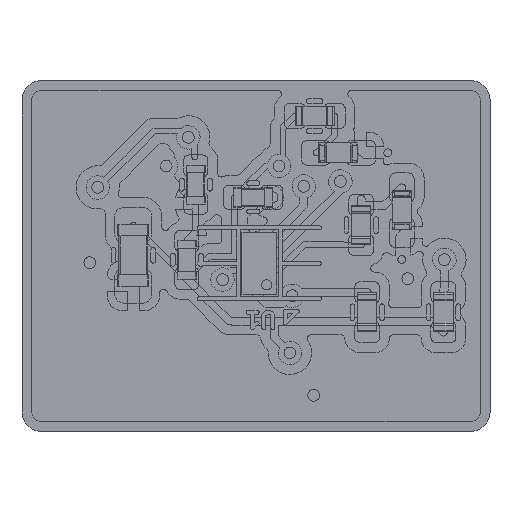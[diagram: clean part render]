
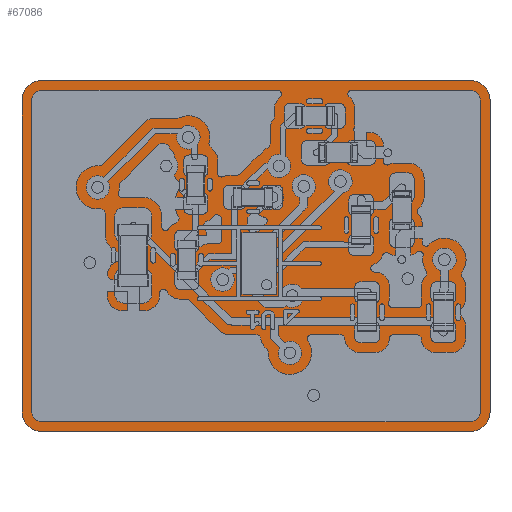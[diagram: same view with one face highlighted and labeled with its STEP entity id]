
A CAD part, top view. The second image highlights one B-rep face of the part: STEP entity #67086.
In plain terms, the highlighted planar face has unit normal (0, 0, 1).
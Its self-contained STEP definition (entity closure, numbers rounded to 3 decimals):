
#66783 = VERTEX_POINT('',#66784);
#66784 = CARTESIAN_POINT('',(160.841,-98.73,1.51));
#66790 = EDGE_CURVE('',#66783,#66791,#66793,.T.);
#66791 = VERTEX_POINT('',#66792);
#66792 = CARTESIAN_POINT('',(161.341,-99.23,1.51));
#66793 = CIRCLE('',#66794,0.5);
#66794 = AXIS2_PLACEMENT_3D('',#66795,#66796,#66797);
#66795 = CARTESIAN_POINT('',(160.841,-99.23,1.51));
#66796 = DIRECTION('',(0.,0.,-1.));
#66797 = DIRECTION('',(0.,1.,0.));
#66825 = VERTEX_POINT('',#66826);
#66826 = CARTESIAN_POINT('',(149.841,-98.73,1.51));
#66832 = EDGE_CURVE('',#66825,#66783,#66833,.T.);
#66833 = LINE('',#66834,#66835);
#66834 = CARTESIAN_POINT('',(149.841,-98.73,1.51));
#66835 = VECTOR('',#66836,1.);
#66836 = DIRECTION('',(1.,0.,0.));
#66854 = EDGE_CURVE('',#66791,#66855,#66857,.T.);
#66855 = VERTEX_POINT('',#66856);
#66856 = CARTESIAN_POINT('',(161.341,-107.23,1.51));
#66857 = LINE('',#66858,#66859);
#66858 = CARTESIAN_POINT('',(161.341,-99.23,1.51));
#66859 = VECTOR('',#66860,1.);
#66860 = DIRECTION('',(0.,-1.,0.));
#67086 = ADVANCED_FACE('',(#67087,#67133,#67144,#67155,#67166,#67177,
    #67188,#67199,#67210,#67221,#67232,#67243,#67254,#67265,#67276),
  #67287,.T.);
#67087 = FACE_BOUND('',#67088,.T.);
#67088 = EDGE_LOOP('',(#67089,#67090,#67091,#67100,#67108,#67117,#67125,
    #67132));
#67089 = ORIENTED_EDGE('',*,*,#66790,.F.);
#67090 = ORIENTED_EDGE('',*,*,#66832,.F.);
#67091 = ORIENTED_EDGE('',*,*,#67092,.F.);
#67092 = EDGE_CURVE('',#67093,#66825,#67095,.T.);
#67093 = VERTEX_POINT('',#67094);
#67094 = CARTESIAN_POINT('',(149.341,-99.23,1.51));
#67095 = CIRCLE('',#67096,0.5);
#67096 = AXIS2_PLACEMENT_3D('',#67097,#67098,#67099);
#67097 = CARTESIAN_POINT('',(149.841,-99.23,1.51));
#67098 = DIRECTION('',(0.,0.,-1.));
#67099 = DIRECTION('',(-1.,0.,0.));
#67100 = ORIENTED_EDGE('',*,*,#67101,.F.);
#67101 = EDGE_CURVE('',#67102,#67093,#67104,.T.);
#67102 = VERTEX_POINT('',#67103);
#67103 = CARTESIAN_POINT('',(149.341,-107.23,1.51));
#67104 = LINE('',#67105,#67106);
#67105 = CARTESIAN_POINT('',(149.341,-107.23,1.51));
#67106 = VECTOR('',#67107,1.);
#67107 = DIRECTION('',(0.,1.,0.));
#67108 = ORIENTED_EDGE('',*,*,#67109,.F.);
#67109 = EDGE_CURVE('',#67110,#67102,#67112,.T.);
#67110 = VERTEX_POINT('',#67111);
#67111 = CARTESIAN_POINT('',(149.841,-107.73,1.51));
#67112 = CIRCLE('',#67113,0.5);
#67113 = AXIS2_PLACEMENT_3D('',#67114,#67115,#67116);
#67114 = CARTESIAN_POINT('',(149.841,-107.23,1.51));
#67115 = DIRECTION('',(0.,0.,-1.));
#67116 = DIRECTION('',(0.,-1.,-0.));
#67117 = ORIENTED_EDGE('',*,*,#67118,.F.);
#67118 = EDGE_CURVE('',#67119,#67110,#67121,.T.);
#67119 = VERTEX_POINT('',#67120);
#67120 = CARTESIAN_POINT('',(160.841,-107.73,1.51));
#67121 = LINE('',#67122,#67123);
#67122 = CARTESIAN_POINT('',(160.841,-107.73,1.51));
#67123 = VECTOR('',#67124,1.);
#67124 = DIRECTION('',(-1.,0.,0.));
#67125 = ORIENTED_EDGE('',*,*,#67126,.F.);
#67126 = EDGE_CURVE('',#66855,#67119,#67127,.T.);
#67127 = CIRCLE('',#67128,0.5);
#67128 = AXIS2_PLACEMENT_3D('',#67129,#67130,#67131);
#67129 = CARTESIAN_POINT('',(160.841,-107.23,1.51));
#67130 = DIRECTION('',(0.,0.,-1.));
#67131 = DIRECTION('',(1.,0.,0.));
#67132 = ORIENTED_EDGE('',*,*,#66854,.F.);
#67133 = FACE_BOUND('',#67134,.T.);
#67134 = EDGE_LOOP('',(#67135));
#67135 = ORIENTED_EDGE('',*,*,#67136,.T.);
#67136 = EDGE_CURVE('',#67137,#67137,#67139,.T.);
#67137 = VERTEX_POINT('',#67138);
#67138 = CARTESIAN_POINT('',(154.483,-103.985,1.51));
#67139 = CIRCLE('',#67140,0.15);
#67140 = AXIS2_PLACEMENT_3D('',#67141,#67142,#67143);
#67141 = CARTESIAN_POINT('',(154.483,-103.835,1.51));
#67142 = DIRECTION('',(-0.,0.,-1.));
#67143 = DIRECTION('',(-0.,-1.,0.));
#67144 = FACE_BOUND('',#67145,.T.);
#67145 = EDGE_LOOP('',(#67146));
#67146 = ORIENTED_EDGE('',*,*,#67147,.T.);
#67147 = EDGE_CURVE('',#67148,#67148,#67150,.T.);
#67148 = VERTEX_POINT('',#67149);
#67149 = CARTESIAN_POINT('',(156.82,-106.957,1.51));
#67150 = CIRCLE('',#67151,0.15);
#67151 = AXIS2_PLACEMENT_3D('',#67152,#67153,#67154);
#67152 = CARTESIAN_POINT('',(156.82,-106.807,1.51));
#67153 = DIRECTION('',(-0.,0.,-1.));
#67154 = DIRECTION('',(-0.,-1.,0.));
#67155 = FACE_BOUND('',#67156,.T.);
#67156 = EDGE_LOOP('',(#67157));
#67157 = ORIENTED_EDGE('',*,*,#67158,.T.);
#67158 = EDGE_CURVE('',#67159,#67159,#67161,.T.);
#67159 = VERTEX_POINT('',#67160);
#67160 = CARTESIAN_POINT('',(156.21,-105.865,1.51));
#67161 = CIRCLE('',#67162,0.15);
#67162 = AXIS2_PLACEMENT_3D('',#67163,#67164,#67165);
#67163 = CARTESIAN_POINT('',(156.21,-105.715,1.51));
#67164 = DIRECTION('',(-0.,0.,-1.));
#67165 = DIRECTION('',(-0.,-1.,0.));
#67166 = FACE_BOUND('',#67167,.T.);
#67167 = EDGE_LOOP('',(#67168));
#67168 = ORIENTED_EDGE('',*,*,#67169,.T.);
#67169 = EDGE_CURVE('',#67170,#67170,#67172,.T.);
#67170 = VERTEX_POINT('',#67171);
#67171 = CARTESIAN_POINT('',(156.266,-104.399,1.51));
#67172 = CIRCLE('',#67173,0.15);
#67173 = AXIS2_PLACEMENT_3D('',#67174,#67175,#67176);
#67174 = CARTESIAN_POINT('',(156.266,-104.249,1.51));
#67175 = DIRECTION('',(-0.,0.,-1.));
#67176 = DIRECTION('',(-0.,-1.,0.));
#67177 = FACE_BOUND('',#67178,.T.);
#67178 = EDGE_LOOP('',(#67179));
#67179 = ORIENTED_EDGE('',*,*,#67180,.T.);
#67180 = EDGE_CURVE('',#67181,#67181,#67183,.T.);
#67181 = VERTEX_POINT('',#67182);
#67182 = CARTESIAN_POINT('',(159.233,-103.96,1.51));
#67183 = CIRCLE('',#67184,0.15);
#67184 = AXIS2_PLACEMENT_3D('',#67185,#67186,#67187);
#67185 = CARTESIAN_POINT('',(159.233,-103.81,1.51));
#67186 = DIRECTION('',(-0.,0.,-1.));
#67187 = DIRECTION('',(-0.,-1.,0.));
#67188 = FACE_BOUND('',#67189,.T.);
#67189 = EDGE_LOOP('',(#67190));
#67190 = ORIENTED_EDGE('',*,*,#67191,.T.);
#67191 = EDGE_CURVE('',#67192,#67192,#67194,.T.);
#67192 = VERTEX_POINT('',#67193);
#67193 = CARTESIAN_POINT('',(151.079,-103.553,1.51));
#67194 = CIRCLE('',#67195,0.15);
#67195 = AXIS2_PLACEMENT_3D('',#67196,#67197,#67198);
#67196 = CARTESIAN_POINT('',(151.079,-103.403,1.51));
#67197 = DIRECTION('',(-0.,0.,-1.));
#67198 = DIRECTION('',(0.,-1.,0.));
#67199 = FACE_BOUND('',#67200,.T.);
#67200 = EDGE_LOOP('',(#67201));
#67201 = ORIENTED_EDGE('',*,*,#67202,.T.);
#67202 = EDGE_CURVE('',#67203,#67203,#67205,.T.);
#67203 = VERTEX_POINT('',#67204);
#67204 = CARTESIAN_POINT('',(151.282,-101.623,1.51));
#67205 = CIRCLE('',#67206,0.15);
#67206 = AXIS2_PLACEMENT_3D('',#67207,#67208,#67209);
#67207 = CARTESIAN_POINT('',(151.282,-101.473,1.51));
#67208 = DIRECTION('',(-0.,0.,-1.));
#67209 = DIRECTION('',(-0.,-1.,0.));
#67210 = FACE_BOUND('',#67211,.T.);
#67211 = EDGE_LOOP('',(#67212));
#67212 = ORIENTED_EDGE('',*,*,#67213,.T.);
#67213 = EDGE_CURVE('',#67214,#67214,#67216,.T.);
#67214 = VERTEX_POINT('',#67215);
#67215 = CARTESIAN_POINT('',(153.037,-101.074,1.51));
#67216 = CIRCLE('',#67217,0.15);
#67217 = AXIS2_PLACEMENT_3D('',#67218,#67219,#67220);
#67218 = CARTESIAN_POINT('',(153.037,-100.924,1.51));
#67219 = DIRECTION('',(-0.,0.,-1.));
#67220 = DIRECTION('',(-0.,-1.,0.));
#67221 = FACE_BOUND('',#67222,.T.);
#67222 = EDGE_LOOP('',(#67223));
#67223 = ORIENTED_EDGE('',*,*,#67224,.T.);
#67224 = EDGE_CURVE('',#67225,#67225,#67227,.T.);
#67225 = VERTEX_POINT('',#67226);
#67226 = CARTESIAN_POINT('',(153.607,-100.34,1.51));
#67227 = CIRCLE('',#67228,0.15);
#67228 = AXIS2_PLACEMENT_3D('',#67229,#67230,#67231);
#67229 = CARTESIAN_POINT('',(153.607,-100.19,1.51));
#67230 = DIRECTION('',(-0.,0.,-1.));
#67231 = DIRECTION('',(0.,-1.,-0.));
#67232 = FACE_BOUND('',#67233,.T.);
#67233 = EDGE_LOOP('',(#67234));
#67234 = ORIENTED_EDGE('',*,*,#67235,.T.);
#67235 = EDGE_CURVE('',#67236,#67236,#67238,.T.);
#67236 = VERTEX_POINT('',#67237);
#67237 = CARTESIAN_POINT('',(160.172,-103.477,1.51));
#67238 = CIRCLE('',#67239,0.15);
#67239 = AXIS2_PLACEMENT_3D('',#67240,#67241,#67242);
#67240 = CARTESIAN_POINT('',(160.172,-103.327,1.51));
#67241 = DIRECTION('',(-0.,0.,-1.));
#67242 = DIRECTION('',(0.,-1.,-0.));
#67243 = FACE_BOUND('',#67244,.T.);
#67244 = EDGE_LOOP('',(#67245));
#67245 = ORIENTED_EDGE('',*,*,#67246,.T.);
#67246 = EDGE_CURVE('',#67247,#67247,#67249,.T.);
#67247 = VERTEX_POINT('',#67248);
#67248 = CARTESIAN_POINT('',(155.75,-101.877,1.51));
#67249 = CIRCLE('',#67250,0.15);
#67250 = AXIS2_PLACEMENT_3D('',#67251,#67252,#67253);
#67251 = CARTESIAN_POINT('',(155.75,-101.727,1.51));
#67252 = DIRECTION('',(-0.,0.,-1.));
#67253 = DIRECTION('',(-0.,-1.,0.));
#67254 = FACE_BOUND('',#67255,.T.);
#67255 = EDGE_LOOP('',(#67256));
#67256 = ORIENTED_EDGE('',*,*,#67257,.T.);
#67257 = EDGE_CURVE('',#67258,#67258,#67260,.T.);
#67258 = VERTEX_POINT('',#67259);
#67259 = CARTESIAN_POINT('',(156.566,-101.598,1.51));
#67260 = CIRCLE('',#67261,0.15);
#67261 = AXIS2_PLACEMENT_3D('',#67262,#67263,#67264);
#67262 = CARTESIAN_POINT('',(156.566,-101.448,1.51));
#67263 = DIRECTION('',(-0.,0.,-1.));
#67264 = DIRECTION('',(0.,-1.,0.));
#67265 = FACE_BOUND('',#67266,.T.);
#67266 = EDGE_LOOP('',(#67267));
#67267 = ORIENTED_EDGE('',*,*,#67268,.T.);
#67268 = EDGE_CURVE('',#67269,#67269,#67271,.T.);
#67269 = VERTEX_POINT('',#67270);
#67270 = CARTESIAN_POINT('',(155.931,-101.073,1.51));
#67271 = CIRCLE('',#67272,0.15);
#67272 = AXIS2_PLACEMENT_3D('',#67273,#67274,#67275);
#67273 = CARTESIAN_POINT('',(155.931,-100.923,1.51));
#67274 = DIRECTION('',(-0.,0.,-1.));
#67275 = DIRECTION('',(-0.,-1.,0.));
#67276 = FACE_BOUND('',#67277,.T.);
#67277 = EDGE_LOOP('',(#67278));
#67278 = ORIENTED_EDGE('',*,*,#67279,.T.);
#67279 = EDGE_CURVE('',#67280,#67280,#67282,.T.);
#67280 = VERTEX_POINT('',#67281);
#67281 = CARTESIAN_POINT('',(157.505,-101.471,1.51));
#67282 = CIRCLE('',#67283,0.15);
#67283 = AXIS2_PLACEMENT_3D('',#67284,#67285,#67286);
#67284 = CARTESIAN_POINT('',(157.505,-101.321,1.51));
#67285 = DIRECTION('',(-0.,0.,-1.));
#67286 = DIRECTION('',(-0.,-1.,0.));
#67287 = PLANE('',#67288);
#67288 = AXIS2_PLACEMENT_3D('',#67289,#67290,#67291);
#67289 = CARTESIAN_POINT('',(0.,0.,1.51));
#67290 = DIRECTION('',(0.,0.,1.));
#67291 = DIRECTION('',(1.,0.,-0.));
